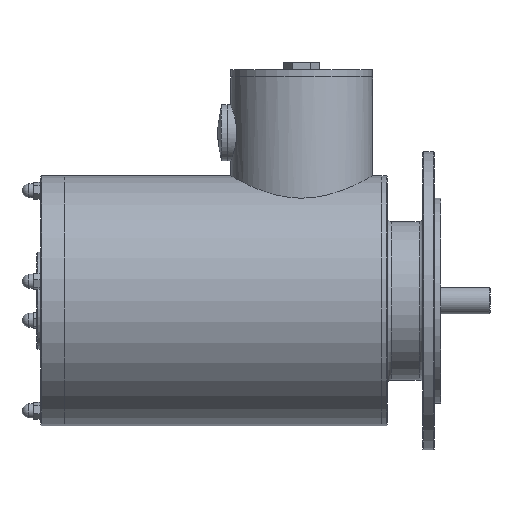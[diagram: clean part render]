
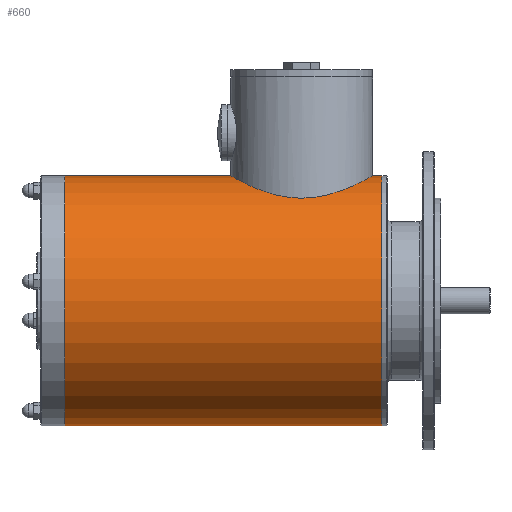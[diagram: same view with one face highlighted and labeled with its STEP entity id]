
A CAD part, front view. The second image highlights one B-rep face of the part: STEP entity #660.
In plain terms, the highlighted cylindrical face has radius 67 mm (diameter 134 mm), a full revolution.
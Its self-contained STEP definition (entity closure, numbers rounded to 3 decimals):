
#660=ADVANCED_FACE('', (#670,#680), #690, .T.);
#13020=AXIS2_PLACEMENT_3D('Ax2Pl3d', #13030, #13040, #13050);
#13060=AXIS2_PLACEMENT_3D('Ax2Pl3d', #13070, #13080, #13090);
#13100=AXIS2_PLACEMENT_3D('Ax2Pl3d', #13110, #13120, #13130);
#13030=CARTESIAN_POINT('HicPkt', (-6.,-0.359,-0.203));
#571550=CARTESIAN_POINT('', (-6.,-0.359,-67.203));
#13070=CARTESIAN_POINT('HicPkt', (164.,-0.359,
-0.203));
#13110=CARTESIAN_POINT('HicPkt', (164.,-0.359,-0.203))
;
#571560=CARTESIAN_POINT('', (164.,-0.359,-67.203));
#577060=CIRCLE('Circle', #13020, 67.);
#577070=CIRCLE('Circle', #13100, 67.);
#690=CYLINDRICAL_SURFACE('Zyl', #13060, 67.);
#13040=DIRECTION('Axis', (-1.,0.,0.)
);
#13050=DIRECTION('RefDirection', (0.,
0.,-1.));
#13080=DIRECTION('Axis', (-1.,0.,0.)
);
#13090=DIRECTION('RefDirection', (0.,
0.,-1.));
#13120=DIRECTION('Axis', (1.,0.,0.));
#13130=DIRECTION('RefDirection', (0.,0.,-1.));
#596330=EDGE_CURVE('', #596340, #596340, #577060, .T.);
#596350=EDGE_CURVE('', #596360, #596360, #577070, .T.);
#608590=EDGE_LOOP('Edge_loop', (#608600));
#608610=EDGE_LOOP('Edge_loop', (#608620));
#680=FACE_BOUND('', #608610, .T.);
#670=FACE_OUTER_BOUND('Face_outer_bound', #608590, .T.);
#608600=ORIENTED_EDGE('', *, *, #596330, .F.);
#608620=ORIENTED_EDGE('', *, *, #596350, .F.);
#596340=VERTEX_POINT('', #571550);
#596360=VERTEX_POINT('', #571560);
